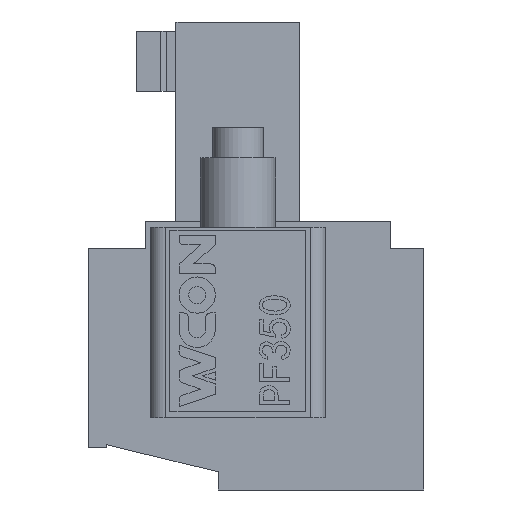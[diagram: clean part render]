
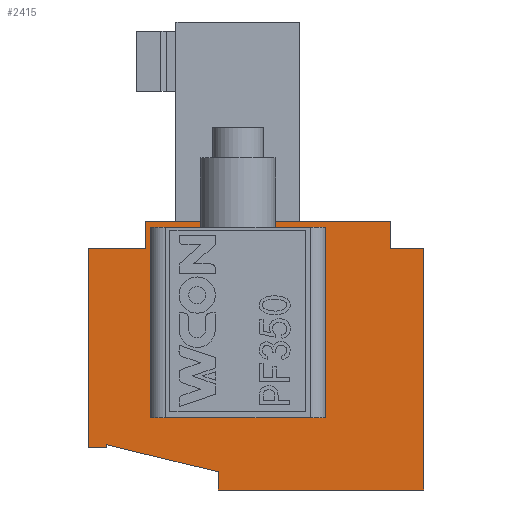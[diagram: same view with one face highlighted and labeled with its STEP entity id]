
A CAD part, left-side view. The second image highlights one B-rep face of the part: STEP entity #2415.
In plain terms, the highlighted planar face has unit normal (-1, 0, 0).
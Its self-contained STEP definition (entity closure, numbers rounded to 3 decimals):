
#1197=CARTESIAN_POINT('',(-17.624,4.874,-3.889));
#1198=VERTEX_POINT('',#1197);
#1205=CARTESIAN_POINT('',(-17.624,4.874,2.609));
#1206=VERTEX_POINT('',#1205);
#1207=CARTESIAN_POINT('',(-17.624,4.874,-3.889));
#1208=DIRECTION('',(0.,0.,1.));
#1209=VECTOR('',#1208,6.498);
#1210=LINE('',#1207,#1209);
#1211=EDGE_CURVE('',#1198,#1206,#1210,.T.);
#2276=CARTESIAN_POINT('',(-17.624,4.283,-3.889));
#2277=VERTEX_POINT('',#2276);
#2284=CARTESIAN_POINT('',(-17.624,4.283,-3.889));
#2285=DIRECTION('',(0.,1.,0.));
#2286=VECTOR('',#2285,0.591);
#2287=LINE('',#2284,#2286);
#2288=EDGE_CURVE('',#2277,#1198,#2287,.T.);
#2294=CARTESIAN_POINT('',(-17.624,-0.64,-1.687));
#2295=DIRECTION('',(0.,0.,1.));
#2296=DIRECTION('',(-1.,0.,0.));
#2297=AXIS2_PLACEMENT_3D('',#2294,#2296,#2295);
#2298=PLANE('',#2297);
#2299=ORIENTED_EDGE('',*,*,#2288,.F.);
#2300=CARTESIAN_POINT('',(-17.624,4.283,-3.791));
#2301=VERTEX_POINT('',#2300);
#2302=CARTESIAN_POINT('',(-17.624,4.283,-3.791));
#2303=DIRECTION('',(0.,0.,-1.));
#2304=VECTOR('',#2303,0.098);
#2305=LINE('',#2302,#2304);
#2306=EDGE_CURVE('',#2301,#2277,#2305,.T.);
#2307=ORIENTED_EDGE('',*,*,#2306,.F.);
#2308=CARTESIAN_POINT('',(-17.624,0.64,-4.677));
#2309=VERTEX_POINT('',#2308);
#2310=CARTESIAN_POINT('',(-17.624,0.64,-4.677));
#2311=DIRECTION('',(0.,0.972,0.236));
#2312=VECTOR('',#2311,3.749);
#2313=LINE('',#2310,#2312);
#2314=EDGE_CURVE('',#2309,#2301,#2313,.T.);
#2315=ORIENTED_EDGE('',*,*,#2314,.F.);
#2316=CARTESIAN_POINT('',(-17.624,0.64,-5.267));
#2317=VERTEX_POINT('',#2316);
#2318=CARTESIAN_POINT('',(-17.624,0.64,-5.267));
#2319=DIRECTION('',(0.,0.,1.));
#2320=VECTOR('',#2319,0.591);
#2321=LINE('',#2318,#2320);
#2322=EDGE_CURVE('',#2317,#2309,#2321,.T.);
#2323=ORIENTED_EDGE('',*,*,#2322,.F.);
#2324=CARTESIAN_POINT('',(-17.624,-6.055,-5.267));
#2325=VERTEX_POINT('',#2324);
#2326=CARTESIAN_POINT('',(-17.624,0.64,-5.267));
#2327=DIRECTION('',(0.,-1.,0.));
#2328=VECTOR('',#2327,6.695);
#2329=LINE('',#2326,#2328);
#2330=EDGE_CURVE('',#2317,#2325,#2329,.T.);
#2331=ORIENTED_EDGE('',*,*,#2330,.T.);
#2332=CARTESIAN_POINT('',(-17.624,-6.055,2.609));
#2333=VERTEX_POINT('',#2332);
#2334=CARTESIAN_POINT('',(-17.624,-6.055,2.609));
#2335=DIRECTION('',(0.,0.,-1.));
#2336=VECTOR('',#2335,7.876);
#2337=LINE('',#2334,#2336);
#2338=EDGE_CURVE('',#2333,#2325,#2337,.T.);
#2339=ORIENTED_EDGE('',*,*,#2338,.F.);
#2340=CARTESIAN_POINT('',(-17.624,-4.972,2.609));
#2341=VERTEX_POINT('',#2340);
#2342=CARTESIAN_POINT('',(-17.624,-4.972,2.609));
#2343=DIRECTION('',(0.,-1.,0.));
#2344=VECTOR('',#2343,1.083);
#2345=LINE('',#2342,#2344);
#2346=EDGE_CURVE('',#2341,#2333,#2345,.T.);
#2347=ORIENTED_EDGE('',*,*,#2346,.F.);
#2348=CARTESIAN_POINT('',(-17.624,-4.972,3.495));
#2349=VERTEX_POINT('',#2348);
#2350=CARTESIAN_POINT('',(-17.624,-4.972,3.495));
#2351=DIRECTION('',(0.,0.,-1.));
#2352=VECTOR('',#2351,0.886);
#2353=LINE('',#2350,#2352);
#2354=EDGE_CURVE('',#2349,#2341,#2353,.T.);
#2355=ORIENTED_EDGE('',*,*,#2354,.F.);
#2356=CARTESIAN_POINT('',(-17.624,3.003,3.495));
#2357=VERTEX_POINT('',#2356);
#2358=CARTESIAN_POINT('',(-17.624,3.003,3.495));
#2359=DIRECTION('',(0.,-1.,0.));
#2360=VECTOR('',#2359,7.975);
#2361=LINE('',#2358,#2360);
#2362=EDGE_CURVE('',#2357,#2349,#2361,.T.);
#2363=ORIENTED_EDGE('',*,*,#2362,.F.);
#2364=CARTESIAN_POINT('',(-17.624,3.003,2.609));
#2365=VERTEX_POINT('',#2364);
#2366=CARTESIAN_POINT('',(-17.624,3.003,2.609));
#2367=DIRECTION('',(0.,0.,1.));
#2368=VECTOR('',#2367,0.886);
#2369=LINE('',#2366,#2368);
#2370=EDGE_CURVE('',#2365,#2357,#2369,.T.);
#2371=ORIENTED_EDGE('',*,*,#2370,.F.);
#2372=CARTESIAN_POINT('',(-17.624,3.003,2.609));
#2373=DIRECTION('',(0.,1.,0.));
#2374=VECTOR('',#2373,1.871);
#2375=LINE('',#2372,#2374);
#2376=EDGE_CURVE('',#2365,#1206,#2375,.T.);
#2377=ORIENTED_EDGE('',*,*,#2376,.T.);
#2378=ORIENTED_EDGE('',*,*,#1211,.F.);
#2379=EDGE_LOOP('',(#2299,#2307,#2315,#2323,#2331,#2339,#2347,#2355,#2363,#2371,#2377,#2378));
#2380=FACE_OUTER_BOUND('',#2379,.T.);
#2381=CARTESIAN_POINT('',(-17.624,2.855,3.298));
#2382=VERTEX_POINT('',#2381);
#2383=CARTESIAN_POINT('',(-17.624,-2.855,3.298));
#2384=VERTEX_POINT('',#2383);
#2385=CARTESIAN_POINT('',(-17.624,2.855,3.298));
#2386=DIRECTION('',(0.,-1.,0.));
#2387=VECTOR('',#2386,5.71);
#2388=LINE('',#2385,#2387);
#2389=EDGE_CURVE('',#2382,#2384,#2388,.T.);
#2390=ORIENTED_EDGE('',*,*,#2389,.T.);
#2391=CARTESIAN_POINT('',(-17.624,-2.855,-2.904));
#2392=VERTEX_POINT('',#2391);
#2393=CARTESIAN_POINT('',(-17.624,-2.855,3.298));
#2394=DIRECTION('',(0.,0.,-1.));
#2395=VECTOR('',#2394,6.203);
#2396=LINE('',#2393,#2395);
#2397=EDGE_CURVE('',#2384,#2392,#2396,.T.);
#2398=ORIENTED_EDGE('',*,*,#2397,.T.);
#2399=CARTESIAN_POINT('',(-17.624,2.855,-2.904));
#2400=VERTEX_POINT('',#2399);
#2401=CARTESIAN_POINT('',(-17.624,-2.855,-2.904));
#2402=DIRECTION('',(0.,1.,0.));
#2403=VECTOR('',#2402,5.71);
#2404=LINE('',#2401,#2403);
#2405=EDGE_CURVE('',#2392,#2400,#2404,.T.);
#2406=ORIENTED_EDGE('',*,*,#2405,.T.);
#2407=CARTESIAN_POINT('',(-17.624,2.855,-2.904));
#2408=DIRECTION('',(0.,0.,1.));
#2409=VECTOR('',#2408,6.203);
#2410=LINE('',#2407,#2409);
#2411=EDGE_CURVE('',#2400,#2382,#2410,.T.);
#2412=ORIENTED_EDGE('',*,*,#2411,.T.);
#2413=EDGE_LOOP('',(#2390,#2398,#2406,#2412));
#2414=FACE_BOUND('',#2413,.T.);
#2415=ADVANCED_FACE('',(#2380,#2414),#2298,.T.);
